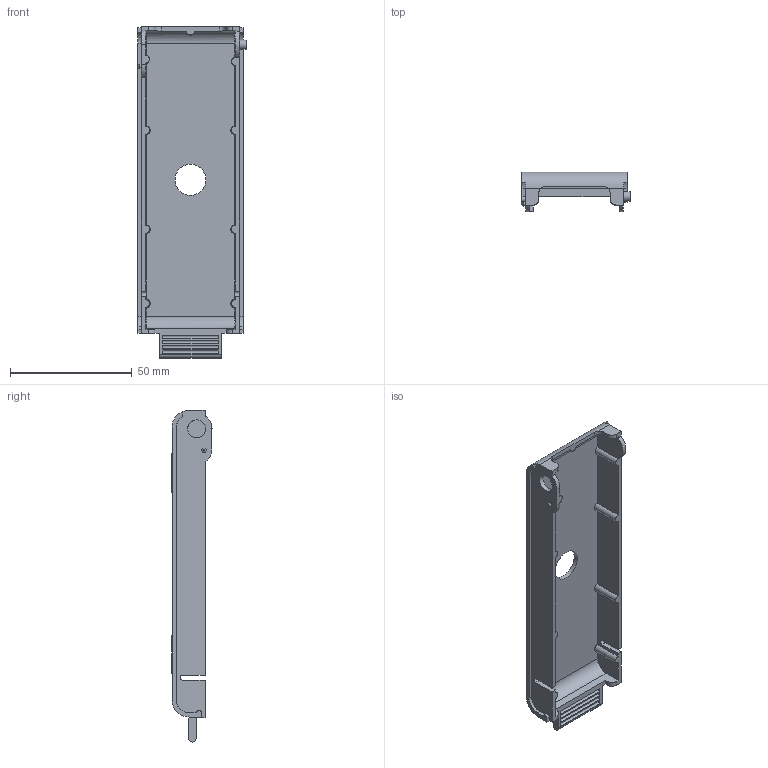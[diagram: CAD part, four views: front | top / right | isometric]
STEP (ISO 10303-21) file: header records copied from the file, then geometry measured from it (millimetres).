
FILE_DESCRIPTION (( 'STEP AP214' ), '1' );
FILE_NAME ('330559rev-.STEP', '2013-09-11T13:59:45', ( '' ), ( '' ), 'SwSTEP 2.0', 'SolidWorks 2013', '' );
FILE_SCHEMA (( 'AUTOMOTIVE_DESIGN' ));
Length unit declared in the file: inch
Products named in the file (1): 330559rev-
Bounding box: 44.48 x 16.44 x 136.33 mm (x, y, z)
Volume: 16900.5 mm3; surface area: 18830.4 mm2
Topology: 1 solids, 1 shells, 132 faces, 356 edges, 238 vertices
Faces by surface type: plane 80, cylinder 42, cone 9, torus 1
Full cylindrical faces by diameter (mm): 1.778 x1, 3.81 x1, 7.366 x1, 12.7 x1
Entity records: 4228 total; most frequent: CARTESIAN_POINT 995, ORIENTED_EDGE 694, DIRECTION 620, EDGE_CURVE 347, VERTEX_POINT 234, VECTOR 218, LINE 218, AXIS2_PLACEMENT_3D 201
